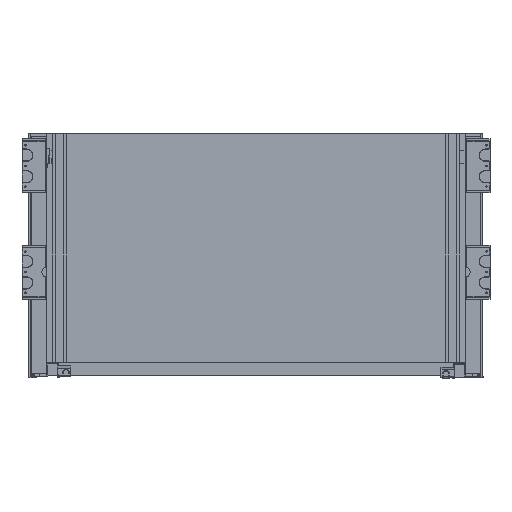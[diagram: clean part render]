
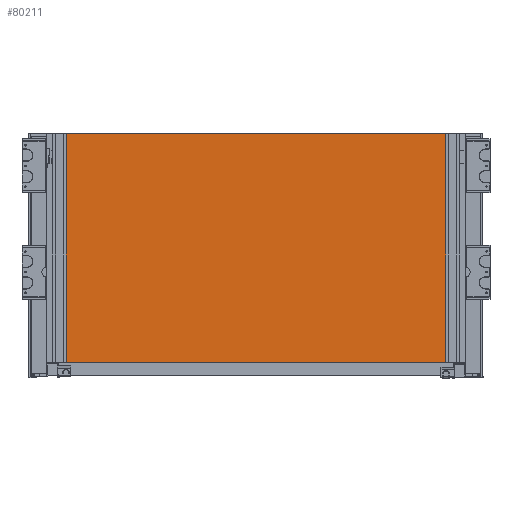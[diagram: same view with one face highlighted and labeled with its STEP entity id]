
A CAD part, front view. The second image highlights one B-rep face of the part: STEP entity #80211.
In plain terms, the highlighted planar face has unit normal (0, -1, 0).
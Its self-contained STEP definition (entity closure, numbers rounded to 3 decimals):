
#5838=FACE_OUTER_BOUND('',#10251,.T.);
#10251=EDGE_LOOP('',(#50785,#50786,#50787,#50788));
#14945=LINE('',#112889,#23128);
#14949=LINE('',#112897,#23132);
#14952=LINE('',#112903,#23135);
#14955=LINE('',#112908,#23138);
#23128=VECTOR('',#91401,1000.);
#23132=VECTOR('',#91407,1000.);
#23135=VECTOR('',#91412,1000.);
#23138=VECTOR('',#91417,1000.);
#31311=VERTEX_POINT('',#112887);
#31312=VERTEX_POINT('',#112888);
#31315=VERTEX_POINT('',#112896);
#31317=VERTEX_POINT('',#112902);
#38917=EDGE_CURVE('',#31311,#31312,#14945,.T.);
#38921=EDGE_CURVE('',#31312,#31315,#14949,.T.);
#38924=EDGE_CURVE('',#31315,#31317,#14952,.T.);
#38927=EDGE_CURVE('',#31317,#31311,#14955,.T.);
#50785=ORIENTED_EDGE('',*,*,#38917,.F.);
#50786=ORIENTED_EDGE('',*,*,#38927,.F.);
#50787=ORIENTED_EDGE('',*,*,#38924,.F.);
#50788=ORIENTED_EDGE('',*,*,#38921,.F.);
#74401=PLANE('',#84749);
#80211=ADVANCED_FACE('',(#5838),#74401,.T.);
#84749=AXIS2_PLACEMENT_3D('',#112911,#91421,#91422);
#91401=DIRECTION('',(0.,0.,-1.));
#91407=DIRECTION('',(-1.,0.,0.));
#91412=DIRECTION('',(0.,0.,1.));
#91417=DIRECTION('',(1.,0.,0.));
#91421=DIRECTION('center_axis',(0.,-1.,0.));
#91422=DIRECTION('ref_axis',(0.,0.,-1.));
#112887=CARTESIAN_POINT('',(1240.977,1298.388,147.6));
#112888=CARTESIAN_POINT('',(1240.977,1298.388,-128.4));
#112889=CARTESIAN_POINT('',(1240.977,1298.388,147.6));
#112896=CARTESIAN_POINT('',(751.977,1298.388,-128.4));
#112897=CARTESIAN_POINT('',(751.977,1298.388,-128.4));
#112902=CARTESIAN_POINT('',(751.977,1298.388,147.6));
#112903=CARTESIAN_POINT('',(751.977,1298.388,147.6));
#112908=CARTESIAN_POINT('',(751.977,1298.388,147.6));
#112911=CARTESIAN_POINT('Origin',(996.477,1298.388,9.6));
